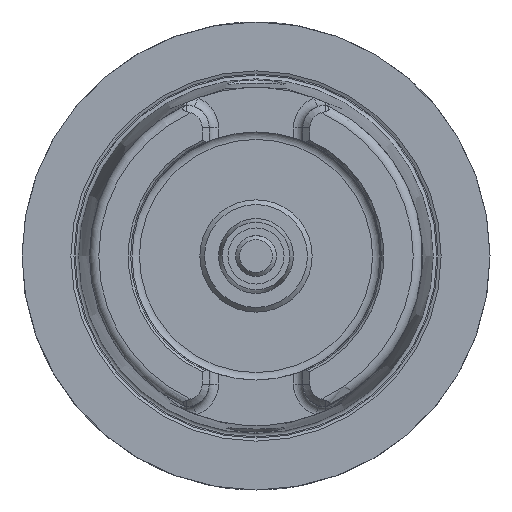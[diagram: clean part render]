
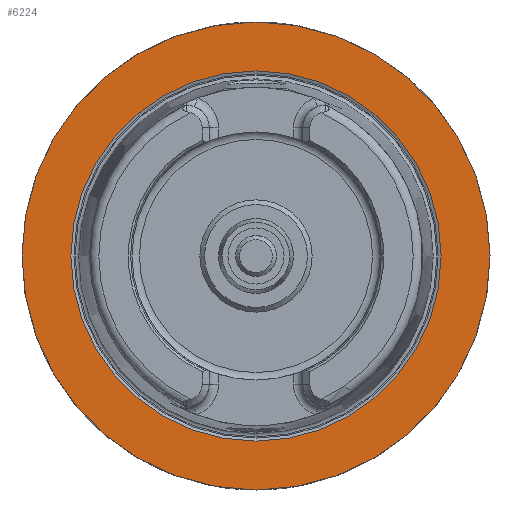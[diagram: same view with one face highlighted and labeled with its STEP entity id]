
A CAD part, left-side view. The second image highlights one B-rep face of the part: STEP entity #6224.
In plain terms, the highlighted planar face has unit normal (-1, 0, 0).
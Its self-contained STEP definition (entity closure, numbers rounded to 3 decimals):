
#5410=CARTESIAN_POINT('',(0.,50.0,0.0));
#5411=VERTEX_POINT('',#5410);
#5412=CARTESIAN_POINT('',(0.,0.,0.0));
#5413=DIRECTION('',(1.0,0.0,0.0));
#5414=DIRECTION('',(0.0,1.0,0.0));
#5415=AXIS2_PLACEMENT_3D('',#5412,#5413,#5414);
#5416=CIRCLE('',#5415,50.0);
#5417=EDGE_CURVE('',#5411,#5411,#5416,.T.);
#6198=CARTESIAN_POINT('',(0.,39.55,0.0));
#6199=VERTEX_POINT('',#6198);
#6200=CARTESIAN_POINT('',(0.,0.,0.0));
#6201=DIRECTION('',(1.0,0.0,0.0));
#6202=DIRECTION('',(0.0,1.0,0.0));
#6203=AXIS2_PLACEMENT_3D('',#6200,#6201,#6202);
#6204=CIRCLE('',#6203,39.55);
#6205=EDGE_CURVE('',#6199,#6199,#6204,.T.);
#6213=CARTESIAN_POINT('',(0.,44.775,0.0));
#6214=DIRECTION('',(-1.0,0.0,0.0));
#6215=DIRECTION('',(0.0,0.0,1.0));
#6216=AXIS2_PLACEMENT_3D('',#6213,#6214,#6215);
#6217=PLANE('',#6216);
#6218=ORIENTED_EDGE('',*,*,#5417,.F.);
#6219=EDGE_LOOP('',(#6218));
#6220=FACE_OUTER_BOUND('',#6219,.T.);
#6221=ORIENTED_EDGE('',*,*,#6205,.T.);
#6222=EDGE_LOOP('',(#6221));
#6223=FACE_BOUND('',#6222,.T.);
#6224=ADVANCED_FACE('',(#6220,#6223),#6217,.T.);
